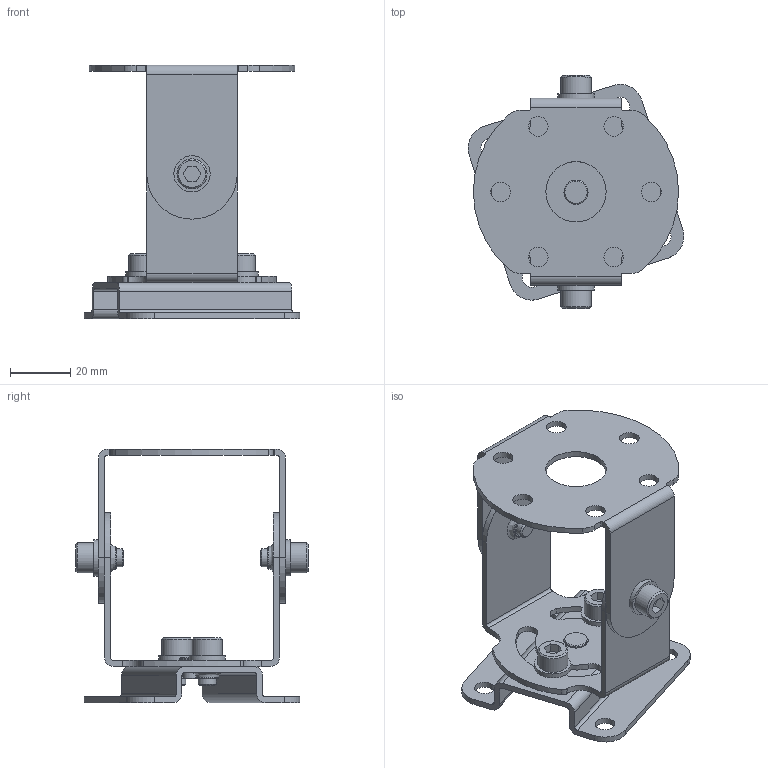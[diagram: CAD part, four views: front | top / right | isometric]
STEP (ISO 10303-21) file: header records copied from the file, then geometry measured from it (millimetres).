
FILE_DESCRIPTION (( 'STEP AP214' ), '1' );
FILE_NAME ('214300-01_Gelenkwinkel.STEP', '2018-03-01T09:22:23', ( '' ), ( '' ), 'SwSTEP 2.0', 'SolidWorks 2017', '' );
FILE_SCHEMA (( 'AUTOMOTIVE_DESIGN' ));
Length unit declared in the file: millimetre
Products named in the file (1): 214300-01_Gelenkwinkel
Bounding box: 71.49 x 77.2 x 84 mm (x, y, z)
Volume: 32622.3 mm3; surface area: 29982.4 mm2
Topology: 1 solids, 3 shells, 218 faces, 561 edges, 362 vertices
Faces by surface type: plane 103, cylinder 96, cone 15, bspline 4
Full cylindrical faces by diameter (mm): 6 x9, 6.2 x3, 6.4 x4, 6.5 x10, 7.5 x4, 8 x1, 10 x4, 12 x4, 20 x1
Entity records: 9966 total; most frequent: CARTESIAN_POINT 2343, DIRECTION 1112, ORIENTED_EDGE 974, EDGE_CURVE 487, AXIS2_PLACEMENT_3D 434, VERTEX_POINT 347, EDGE_LOOP 334, FACE_OUTER_BOUND 262
